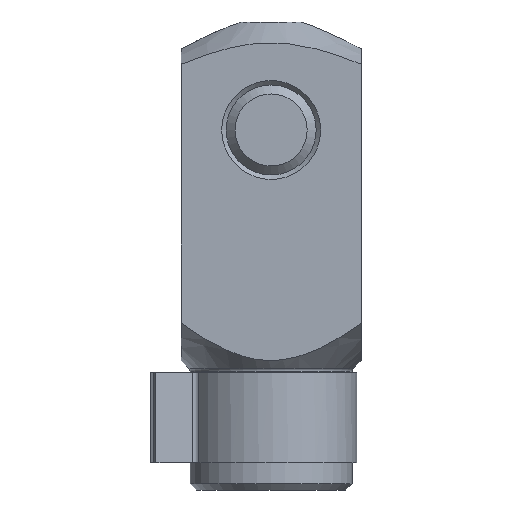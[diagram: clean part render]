
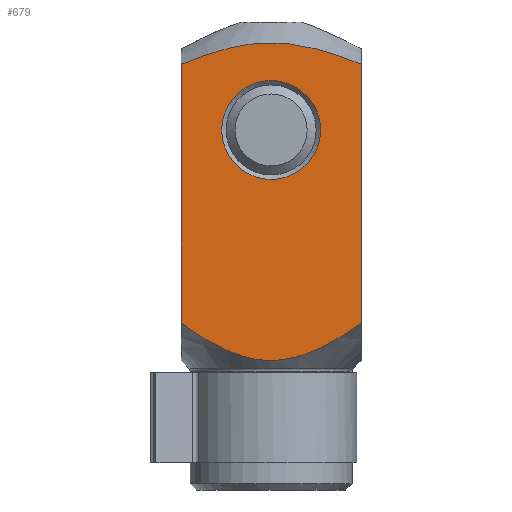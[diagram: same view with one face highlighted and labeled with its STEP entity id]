
A CAD part, front view. The second image highlights one B-rep face of the part: STEP entity #679.
In plain terms, the highlighted planar face has unit normal (0, -1, 0).
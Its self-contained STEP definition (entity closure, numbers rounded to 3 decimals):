
#436=CARTESIAN_POINT('',(-10.,-10.0,18.522));
#437=VERTEX_POINT('',#436);
#468=CARTESIAN_POINT('',(10.,-10.,18.522));
#469=VERTEX_POINT('',#468);
#483=CARTESIAN_POINT('',(10.,-10.,18.522));
#484=CARTESIAN_POINT('',(0.,-10.,11.451));
#485=CARTESIAN_POINT('',(-10.,-10.0,18.522));
#493=(BOUNDED_CURVE()B_SPLINE_CURVE(2,(#483,#484,#485),.UNSPECIFIED.,.F.,.U.)B_SPLINE_CURVE_WITH_KNOTS((3,3),(0.09,2.359),.UNSPECIFIED.)CURVE()GEOMETRIC_REPRESENTATION_ITEM()RATIONAL_B_SPLINE_CURVE((1.036,1.464,1.036))REPRESENTATION_ITEM(''));
#494=EDGE_CURVE('',#469,#437,#493,.T.);
#607=CARTESIAN_POINT('',(5.5,-10.0,40.0));
#608=VERTEX_POINT('',#607);
#609=CARTESIAN_POINT('',(0.,-10.0,40.0));
#610=DIRECTION('',(0.0,-1.0,0.0));
#611=DIRECTION('',(-1.0,0.0,0.0));
#612=AXIS2_PLACEMENT_3D('',#609,#610,#611);
#613=CIRCLE('',#612,5.5);
#614=EDGE_CURVE('',#608,#608,#613,.T.);
#639=CARTESIAN_POINT('',(10.,-10.,0.0));
#640=DIRECTION('',(0.0,-1.0,0.0));
#641=DIRECTION('',(0.0,0.0,-1.0));
#642=AXIS2_PLACEMENT_3D('',#639,#640,#641);
#643=PLANE('',#642);
#644=CARTESIAN_POINT('',(-10.,-10.0,47.299));
#645=VERTEX_POINT('',#644);
#646=CARTESIAN_POINT('',(10.,-10.,47.299));
#647=VERTEX_POINT('',#646);
#648=CARTESIAN_POINT('',(-10.,-10.0,47.299));
#649=CARTESIAN_POINT('',(0.,-10.,51.382));
#650=CARTESIAN_POINT('',(10.,-10.,47.299));
#658=(BOUNDED_CURVE()B_SPLINE_CURVE(2,(#648,#649,#650),.UNSPECIFIED.,.F.,.U.)B_SPLINE_CURVE_WITH_KNOTS((3,3),(0.085,2.224),.UNSPECIFIED.)CURVE()GEOMETRIC_REPRESENTATION_ITEM()RATIONAL_B_SPLINE_CURVE((1.036,1.464,1.036))REPRESENTATION_ITEM(''));
#659=EDGE_CURVE('',#645,#647,#658,.T.);
#660=ORIENTED_EDGE('',*,*,#659,.F.);
#661=CARTESIAN_POINT('',(-10.,-10.0,18.522));
#662=DIRECTION('',(0.0,0.0,1.0));
#663=VECTOR('',#662,28.777);
#664=LINE('',#661,#663);
#665=EDGE_CURVE('',#437,#645,#664,.T.);
#666=ORIENTED_EDGE('',*,*,#665,.F.);
#667=ORIENTED_EDGE('',*,*,#494,.F.);
#668=CARTESIAN_POINT('',(10.,-10.,18.522));
#669=DIRECTION('',(0.0,0.0,1.0));
#670=VECTOR('',#669,28.777);
#671=LINE('',#668,#670);
#672=EDGE_CURVE('',#469,#647,#671,.T.);
#673=ORIENTED_EDGE('',*,*,#672,.T.);
#674=EDGE_LOOP('',(#660,#666,#667,#673));
#675=FACE_OUTER_BOUND('',#674,.T.);
#676=ORIENTED_EDGE('',*,*,#614,.F.);
#677=EDGE_LOOP('',(#676));
#678=FACE_BOUND('',#677,.T.);
#679=ADVANCED_FACE('',(#675,#678),#643,.T.);
